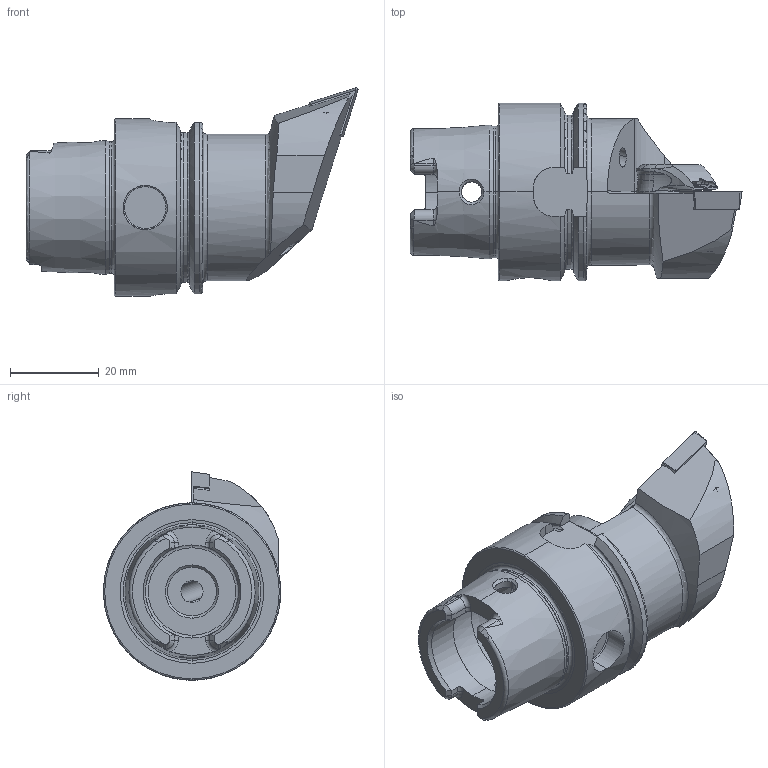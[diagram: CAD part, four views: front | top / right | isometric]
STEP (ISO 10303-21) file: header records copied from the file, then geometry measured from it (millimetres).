
FILE_DESCRIPTION (( 'STEP AP214' ), '1' );
FILE_NAME ('-KD..LHA.055-HP.STEP', '2022-01-21T12:56:25', ( '' ), ( '' ), 'SwSTEP 2.0', 'SolidWorks 2017', '' );
FILE_SCHEMA (( 'AUTOMOTIVE_DESIGN' ));
Length unit declared in the file: millimetre
Products named in the file (12): WCB-ER2.001.009_A; KVT_MB_600_050; -KD..LHA.055-HP; DCMT11T304; DIN 7991 - M5x18_mit gewinde; CHP-PCX.000.022_B; DIN 3771 - 6.5x1.5; DIN 3771 - 13x1; ISO 8752 2x8; CHP-ER1.008.011_A; HA4-KDB.LHA.055-HP_B_Fertigbearbeitung; CHP-PCX.000.022_D《e
Assembly tree (11 placements, depth 3):
  -KD..LHA.055-HP
    HA4-KDB.LHA.055-HP_B_Fertigbearbeitung
    WCB-ER2.001.009_A
    CHP-ER1.008.011_A
    ISO 8752 2x8
    CHP-PCX.000.022_D《e
      DIN 3771 - 13x1
      DIN 3771 - 6.5x1.5
      CHP-PCX.000.022_B
      DIN 7991 - M5x18_mit gewinde
    KVT_MB_600_050
    DCMT11T304
Bounding box: 74.9 x 40 x 47 mm (x, y, z)
Volume: 41659.2 mm3; surface area: 17431.2 mm2
Topology: 11 solids, 11 shells, 611 faces, 1553 edges, 944 vertices
Faces by surface type: cylinder 201, cone 142, plane 132, torus 71, bspline 61, sphere 4
Entity records: 26187 total; most frequent: CARTESIAN_POINT 11628, ORIENTED_EDGE 3048, DIRECTION 2638, EDGE_CURVE 1524, AXIS2_PLACEMENT_3D 1063, VERTEX_POINT 941, EDGE_LOOP 639, FACE_OUTER_BOUND 611
